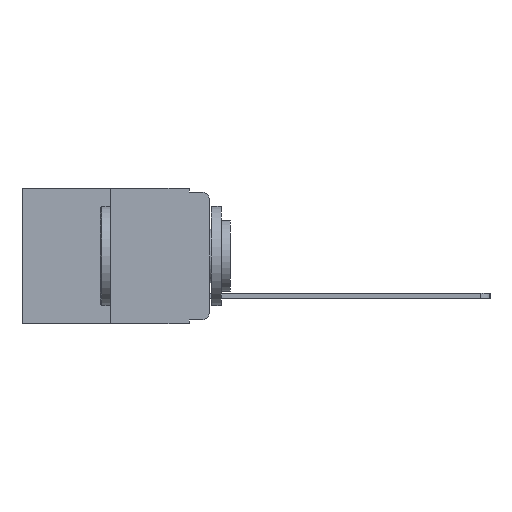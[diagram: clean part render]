
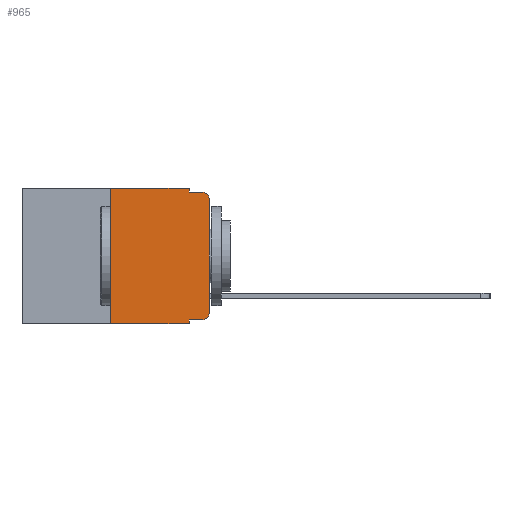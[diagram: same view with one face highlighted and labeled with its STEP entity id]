
A CAD part, left-side view. The second image highlights one B-rep face of the part: STEP entity #965.
In plain terms, the highlighted planar face has unit normal (-1, 0, 0).
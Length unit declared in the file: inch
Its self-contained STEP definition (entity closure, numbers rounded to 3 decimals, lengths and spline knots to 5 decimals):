
#106 = CARTESIAN_POINT ( 'NONE',  ( 0., 0.02, -0.03 ) ) ;
#139 = VERTEX_POINT ( 'NONE', #5409 ) ;
#259 = CARTESIAN_POINT ( 'NONE',  ( 0., 0., -0.313 ) ) ;
#746 = VERTEX_POINT ( 'NONE', #4149 ) ;
#767 = EDGE_CURVE ( 'NONE', #14282, #3950, #12428, .T. ) ;
#965 = ADVANCED_FACE ( 'NONE', ( #12930 ), #6653, .F. ) ;
#1159 = CARTESIAN_POINT ( 'NONE',  ( 0., 0.02, -0.313 ) ) ;
#1162 = CARTESIAN_POINT ( 'NONE',  ( 0., 0.25, -0.343 ) ) ;
#1204 = LINE ( 'NONE', #1468, #10400 ) ;
#1374 = DIRECTION ( 'NONE',  ( 0., 0., -1. ) ) ;
#1468 = CARTESIAN_POINT ( 'NONE',  ( 0., 0.473, 0. ) ) ;
#1510 = EDGE_CURVE ( 'NONE', #15288, #139, #5866, .T. ) ;
#1542 = VERTEX_POINT ( 'NONE', #11249 ) ;
#1785 = EDGE_CURVE ( 'NONE', #15288, #8301, #11338, .T. ) ;
#2042 = EDGE_CURVE ( 'NONE', #8613, #8301, #10798, .T. ) ;
#2090 = CARTESIAN_POINT ( 'NONE',  ( 0., 0.051, 0. ) ) ;
#2455 = DIRECTION ( 'NONE',  ( 0., 0., -1. ) ) ;
#2460 = DIRECTION ( 'NONE',  ( 0., -1., 0. ) ) ;
#2555 = EDGE_CURVE ( 'NONE', #139, #3777, #1204, .T. ) ;
#2689 = CIRCLE ( 'NONE', #7139, 0.02 ) ;
#3572 = DIRECTION ( 'NONE',  ( 0., 0., -1. ) ) ;
#3639 = DIRECTION ( 'NONE',  ( 0., 0., -1. ) ) ;
#3777 = VERTEX_POINT ( 'NONE', #12577 ) ;
#3915 = CARTESIAN_POINT ( 'NONE',  ( 0., 0., 0. ) ) ;
#3950 = VERTEX_POINT ( 'NONE', #14144 ) ;
#4064 = ORIENTED_EDGE ( 'NONE', *, *, #767, .T. ) ;
#4080 = ORIENTED_EDGE ( 'NONE', *, *, #13057, .T. ) ;
#4149 = CARTESIAN_POINT ( 'NONE',  ( 0., 0.051, -0.01 ) ) ;
#4186 = DIRECTION ( 'NONE',  ( 0., 0., 1. ) ) ;
#4273 = ORIENTED_EDGE ( 'NONE', *, *, #13510, .F. ) ;
#4334 = CARTESIAN_POINT ( 'NONE',  ( 0., 0.051, -0.333 ) ) ;
#4349 = ORIENTED_EDGE ( 'NONE', *, *, #11762, .F. ) ;
#4649 = ORIENTED_EDGE ( 'NONE', *, *, #2555, .F. ) ;
#4729 = ORIENTED_EDGE ( 'NONE', *, *, #1510, .F. ) ;
#4803 = ORIENTED_EDGE ( 'NONE', *, *, #1785, .T. ) ;
#5058 = ORIENTED_EDGE ( 'NONE', *, *, #2042, .F. ) ;
#5139 = ORIENTED_EDGE ( 'NONE', *, *, #9325, .T. ) ;
#5208 = CIRCLE ( 'NONE', #13477, 0.02 ) ;
#5327 = ORIENTED_EDGE ( 'NONE', *, *, #9011, .T. ) ;
#5409 = CARTESIAN_POINT ( 'NONE',  ( 0., 0.25, 0. ) ) ;
#5489 = EDGE_LOOP ( 'NONE', ( #4064, #4080, #4273, #4349, #4649, #4729, #4803, #5058, #5139, #5327 ) ) ;
#5553 = DIRECTION ( 'NONE',  ( 0., -1., 0. ) ) ;
#5866 = LINE ( 'NONE', #11539, #11888 ) ;
#6341 = AXIS2_PLACEMENT_3D ( 'NONE', #6756, #6724, #6754 ) ;
#6653 = PLANE ( 'NONE',  #6341 ) ;
#6724 = DIRECTION ( 'NONE',  ( 1., 0., 0. ) ) ;
#6754 = DIRECTION ( 'NONE',  ( 0., 0., -1. ) ) ;
#6756 = CARTESIAN_POINT ( 'NONE',  ( 0., 0.473, 0. ) ) ;
#7139 = AXIS2_PLACEMENT_3D ( 'NONE', #1159, #9935, #2455 ) ;
#7213 = VECTOR ( 'NONE', #5553, 39.37008 ) ;
#7696 = VECTOR ( 'NONE', #2460, 39.37008 ) ;
#8141 = VECTOR ( 'NONE', #15280, 39.37008 ) ;
#8284 = LINE ( 'NONE', #13247, #11463 ) ;
#8301 = VERTEX_POINT ( 'NONE', #15496 ) ;
#8613 = VERTEX_POINT ( 'NONE', #14919 ) ;
#8919 = DIRECTION ( 'NONE',  ( -1., 0., 0. ) ) ;
#9011 = EDGE_CURVE ( 'NONE', #14372, #14282, #2689, .T. ) ;
#9325 = EDGE_CURVE ( 'NONE', #8613, #14372, #13804, .T. ) ;
#9341 = VECTOR ( 'NONE', #4186, 39.37008 ) ;
#9935 = DIRECTION ( 'NONE',  ( -1., 0., 0. ) ) ;
#10400 = VECTOR ( 'NONE', #13120, 39.37008 ) ;
#10798 = LINE ( 'NONE', #2090, #13398 ) ;
#11016 = CARTESIAN_POINT ( 'NONE',  ( 0., 0.473, -0.343 ) ) ;
#11120 = CARTESIAN_POINT ( 'NONE',  ( 0., 0.051, -0.01 ) ) ;
#11249 = CARTESIAN_POINT ( 'NONE',  ( 0., 0.02, -0.01 ) ) ;
#11276 = LINE ( 'NONE', #11120, #7696 ) ;
#11338 = LINE ( 'NONE', #11016, #8141 ) ;
#11463 = VECTOR ( 'NONE', #3639, 39.37008 ) ;
#11539 = CARTESIAN_POINT ( 'NONE',  ( 0., 0.25, 0. ) ) ;
#11762 = EDGE_CURVE ( 'NONE', #3777, #746, #8284, .T. ) ;
#11888 = VECTOR ( 'NONE', #12671, 39.37008 ) ;
#12428 = LINE ( 'NONE', #3915, #9341 ) ;
#12577 = CARTESIAN_POINT ( 'NONE',  ( 0., 0.051, 0. ) ) ;
#12671 = DIRECTION ( 'NONE',  ( 0., 0., 1. ) ) ;
#12677 = CARTESIAN_POINT ( 'NONE',  ( 0., 0.02, -0.333 ) ) ;
#12930 = FACE_OUTER_BOUND ( 'NONE', #5489, .T. ) ;
#13057 = EDGE_CURVE ( 'NONE', #3950, #1542, #5208, .T. ) ;
#13120 = DIRECTION ( 'NONE',  ( 0., -1., 0. ) ) ;
#13247 = CARTESIAN_POINT ( 'NONE',  ( 0., 0.051, 0. ) ) ;
#13398 = VECTOR ( 'NONE', #3572, 39.37008 ) ;
#13477 = AXIS2_PLACEMENT_3D ( 'NONE', #106, #8919, #1374 ) ;
#13510 = EDGE_CURVE ( 'NONE', #746, #1542, #11276, .T. ) ;
#13804 = LINE ( 'NONE', #4334, #7213 ) ;
#14144 = CARTESIAN_POINT ( 'NONE',  ( 0., 0., -0.03 ) ) ;
#14282 = VERTEX_POINT ( 'NONE', #259 ) ;
#14372 = VERTEX_POINT ( 'NONE', #12677 ) ;
#14919 = CARTESIAN_POINT ( 'NONE',  ( 0., 0.051, -0.333 ) ) ;
#15280 = DIRECTION ( 'NONE',  ( 0., -1., 0. ) ) ;
#15288 = VERTEX_POINT ( 'NONE', #1162 ) ;
#15496 = CARTESIAN_POINT ( 'NONE',  ( 0., 0.051, -0.343 ) ) ;
